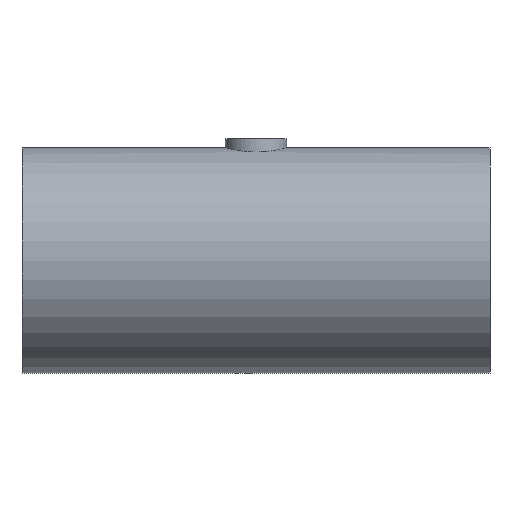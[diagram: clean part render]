
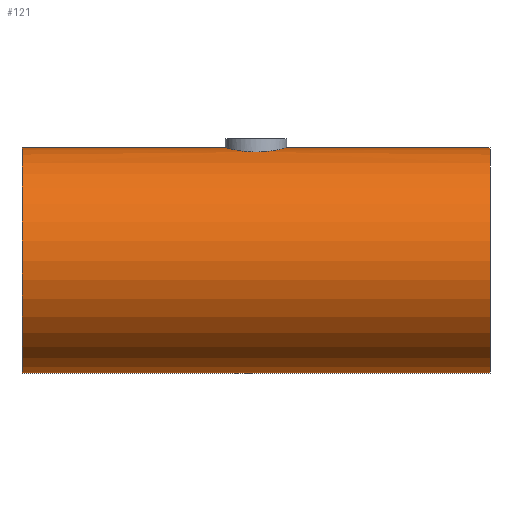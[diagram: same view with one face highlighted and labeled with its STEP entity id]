
A CAD part, front view. The second image highlights one B-rep face of the part: STEP entity #121.
In plain terms, the highlighted cylindrical face has radius 69.9 mm (diameter 139.8 mm), a full revolution.
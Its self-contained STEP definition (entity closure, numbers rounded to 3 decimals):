
#21=FACE_BOUND('',#39,.T.);
#28=FACE_OUTER_BOUND('',#38,.T.);
#38=EDGE_LOOP('',(#104,#105,#106,#107));
#39=EDGE_LOOP('',(#108,#109));
#46=CIRCLE('',#152,69.9);
#47=CIRCLE('',#154,69.9);
#51=LINE('',#350,#55);
#55=VECTOR('',#185,69.9);
#58=B_SPLINE_CURVE_WITH_KNOTS('',3,(#275,#276,#277,#278,#279,#280,#281,
#282,#283,#284,#285,#286,#287,#288,#289,#290,#291,#292),.UNSPECIFIED.,.F.,
 .F.,(4,2,2,2,2,2,2,2,4),(0.,0.361,0.722,1.082,
1.443,1.804,2.165,2.525,2.886),
 .UNSPECIFIED.);
#59=B_SPLINE_CURVE_WITH_KNOTS('',3,(#293,#294,#295,#296,#297,#298,#299,
#300,#301,#302,#303,#304,#305,#306,#307,#308,#309,#310,#311,#312,#313,#314,
#315,#316,#317,#318,#319,#320,#321,#322,#323,#324,#325,#326,#327,#328,#329,
#330,#331,#332,#333,#334,#335,#336,#337,#338,#339,#340,#341,#342),
 .UNSPECIFIED.,.F.,.F.,(4,2,2,2,2,2,2,2,2,2,2,2,2,2,2,2,2,2,2,2,2,2,2,2,
4),(2.886,3.247,3.608,3.968,4.329,
4.69,5.051,5.412,5.772,6.133,
6.494,6.855,7.216,7.576,7.937,
8.298,8.658,9.019,9.38,9.741,
10.101,10.462,10.823,11.184,11.545),
 .UNSPECIFIED.);
#66=VERTEX_POINT('',#272);
#67=VERTEX_POINT('',#274);
#68=VERTEX_POINT('',#345);
#69=VERTEX_POINT('',#348);
#79=EDGE_CURVE('',#67,#66,#58,.T.);
#80=EDGE_CURVE('',#66,#67,#59,.T.);
#81=EDGE_CURVE('',#68,#68,#46,.T.);
#82=EDGE_CURVE('',#69,#69,#47,.T.);
#83=EDGE_CURVE('',#69,#68,#51,.T.);
#104=ORIENTED_EDGE('',*,*,#82,.F.);
#105=ORIENTED_EDGE('',*,*,#83,.T.);
#106=ORIENTED_EDGE('',*,*,#81,.F.);
#107=ORIENTED_EDGE('',*,*,#83,.F.);
#108=ORIENTED_EDGE('',*,*,#79,.T.);
#109=ORIENTED_EDGE('',*,*,#80,.T.);
#115=CYLINDRICAL_SURFACE('',#153,69.9);
#121=ADVANCED_FACE('',(#28,#21),#115,.T.);
#152=AXIS2_PLACEMENT_3D('',#346,#179,#180);
#153=AXIS2_PLACEMENT_3D('',#347,#181,#182);
#154=AXIS2_PLACEMENT_3D('',#349,#183,#184);
#179=DIRECTION('center_axis',(-1.,0.,0.));
#180=DIRECTION('ref_axis',(0.,1.,0.));
#181=DIRECTION('center_axis',(1.,0.,0.));
#182=DIRECTION('ref_axis',(0.,1.,0.));
#183=DIRECTION('center_axis',(1.,0.,0.));
#184=DIRECTION('ref_axis',(0.,1.,0.));
#185=DIRECTION('',(-1.,0.,0.));
#272=CARTESIAN_POINT('',(-19.05,0.,69.9));
#274=CARTESIAN_POINT('',(0.,-19.05,67.254));
#275=CARTESIAN_POINT('Ctrl Pts',(0.,-19.05,67.254));
#276=CARTESIAN_POINT('Ctrl Pts',(-1.203,-19.05,67.254));
#277=CARTESIAN_POINT('Ctrl Pts',(-2.444,-18.934,67.287));
#278=CARTESIAN_POINT('Ctrl Pts',(-4.91,-18.449,67.422));
#279=CARTESIAN_POINT('Ctrl Pts',(-6.135,-18.08,67.523));
#280=CARTESIAN_POINT('Ctrl Pts',(-8.479,-17.106,67.776));
#281=CARTESIAN_POINT('Ctrl Pts',(-9.602,-16.501,67.928));
#282=CARTESIAN_POINT('Ctrl Pts',(-11.676,-15.104,68.252));
#283=CARTESIAN_POINT('Ctrl Pts',(-12.628,-14.313,68.424));
#284=CARTESIAN_POINT('Ctrl Pts',(-14.313,-12.628,68.755));
#285=CARTESIAN_POINT('Ctrl Pts',(-15.104,-11.676,68.926));
#286=CARTESIAN_POINT('Ctrl Pts',(-16.5,-9.602,69.245));
#287=CARTESIAN_POINT('Ctrl Pts',(-17.106,-8.479,69.394));
#288=CARTESIAN_POINT('Ctrl Pts',(-18.08,-6.134,69.64));
#289=CARTESIAN_POINT('Ctrl Pts',(-18.449,-4.91,69.738));
#290=CARTESIAN_POINT('Ctrl Pts',(-18.934,-2.444,69.868));
#291=CARTESIAN_POINT('Ctrl Pts',(-19.05,-1.202,69.9));
#292=CARTESIAN_POINT('Ctrl Pts',(-19.05,0.,69.9));
#293=CARTESIAN_POINT('Ctrl Pts',(-19.05,0.,69.9));
#294=CARTESIAN_POINT('Ctrl Pts',(-19.05,1.202,69.9));
#295=CARTESIAN_POINT('Ctrl Pts',(-18.934,2.444,69.868));
#296=CARTESIAN_POINT('Ctrl Pts',(-18.449,4.91,69.738));
#297=CARTESIAN_POINT('Ctrl Pts',(-18.08,6.134,69.64));
#298=CARTESIAN_POINT('Ctrl Pts',(-17.106,8.479,69.394));
#299=CARTESIAN_POINT('Ctrl Pts',(-16.5,9.602,69.245));
#300=CARTESIAN_POINT('Ctrl Pts',(-15.104,11.676,68.926));
#301=CARTESIAN_POINT('Ctrl Pts',(-14.313,12.628,68.755));
#302=CARTESIAN_POINT('Ctrl Pts',(-12.628,14.313,68.424));
#303=CARTESIAN_POINT('Ctrl Pts',(-11.676,15.104,68.252));
#304=CARTESIAN_POINT('Ctrl Pts',(-9.602,16.501,67.928));
#305=CARTESIAN_POINT('Ctrl Pts',(-8.479,17.106,67.776));
#306=CARTESIAN_POINT('Ctrl Pts',(-6.135,18.08,67.523));
#307=CARTESIAN_POINT('Ctrl Pts',(-4.91,18.449,67.422));
#308=CARTESIAN_POINT('Ctrl Pts',(-2.444,18.934,67.287));
#309=CARTESIAN_POINT('Ctrl Pts',(-1.203,19.05,67.254));
#310=CARTESIAN_POINT('Ctrl Pts',(1.203,19.05,67.254));
#311=CARTESIAN_POINT('Ctrl Pts',(2.444,18.934,67.287));
#312=CARTESIAN_POINT('Ctrl Pts',(4.91,18.449,67.422));
#313=CARTESIAN_POINT('Ctrl Pts',(6.135,18.08,67.523));
#314=CARTESIAN_POINT('Ctrl Pts',(8.479,17.106,67.776));
#315=CARTESIAN_POINT('Ctrl Pts',(9.602,16.501,67.928));
#316=CARTESIAN_POINT('Ctrl Pts',(11.676,15.104,68.252));
#317=CARTESIAN_POINT('Ctrl Pts',(12.628,14.313,68.424));
#318=CARTESIAN_POINT('Ctrl Pts',(14.313,12.628,68.755));
#319=CARTESIAN_POINT('Ctrl Pts',(15.104,11.676,68.926));
#320=CARTESIAN_POINT('Ctrl Pts',(16.5,9.602,69.245));
#321=CARTESIAN_POINT('Ctrl Pts',(17.106,8.479,69.394));
#322=CARTESIAN_POINT('Ctrl Pts',(18.08,6.134,69.64));
#323=CARTESIAN_POINT('Ctrl Pts',(18.449,4.91,69.738));
#324=CARTESIAN_POINT('Ctrl Pts',(18.934,2.444,69.868));
#325=CARTESIAN_POINT('Ctrl Pts',(19.05,1.202,69.9));
#326=CARTESIAN_POINT('Ctrl Pts',(19.05,-1.202,69.9));
#327=CARTESIAN_POINT('Ctrl Pts',(18.934,-2.444,69.868));
#328=CARTESIAN_POINT('Ctrl Pts',(18.449,-4.91,69.738));
#329=CARTESIAN_POINT('Ctrl Pts',(18.08,-6.134,69.64));
#330=CARTESIAN_POINT('Ctrl Pts',(17.106,-8.479,69.394));
#331=CARTESIAN_POINT('Ctrl Pts',(16.5,-9.602,69.245));
#332=CARTESIAN_POINT('Ctrl Pts',(15.104,-11.676,68.926));
#333=CARTESIAN_POINT('Ctrl Pts',(14.313,-12.628,68.755));
#334=CARTESIAN_POINT('Ctrl Pts',(12.628,-14.313,68.424));
#335=CARTESIAN_POINT('Ctrl Pts',(11.676,-15.104,68.252));
#336=CARTESIAN_POINT('Ctrl Pts',(9.602,-16.501,67.928));
#337=CARTESIAN_POINT('Ctrl Pts',(8.479,-17.106,67.776));
#338=CARTESIAN_POINT('Ctrl Pts',(6.135,-18.08,67.523));
#339=CARTESIAN_POINT('Ctrl Pts',(4.91,-18.449,67.422));
#340=CARTESIAN_POINT('Ctrl Pts',(2.444,-18.934,67.287));
#341=CARTESIAN_POINT('Ctrl Pts',(1.203,-19.05,67.254));
#342=CARTESIAN_POINT('Ctrl Pts',(0.,-19.05,67.254));
#345=CARTESIAN_POINT('',(-145.,-69.9,0.));
#346=CARTESIAN_POINT('Origin',(-145.,0.,0.));
#347=CARTESIAN_POINT('Origin',(0.,0.,0.));
#348=CARTESIAN_POINT('',(145.,-69.9,0.));
#349=CARTESIAN_POINT('Origin',(145.,0.,0.));
#350=CARTESIAN_POINT('',(0.,-69.9,0.));
